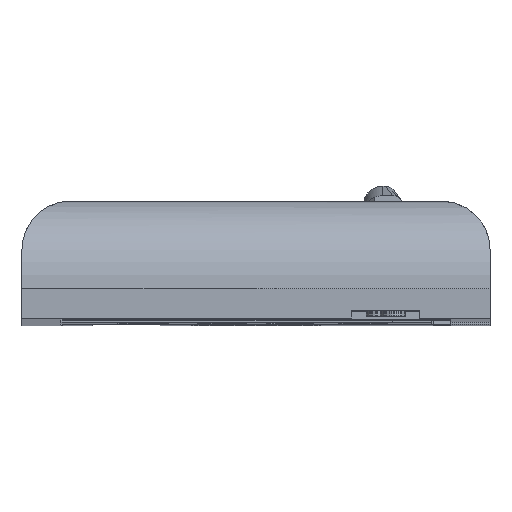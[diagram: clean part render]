
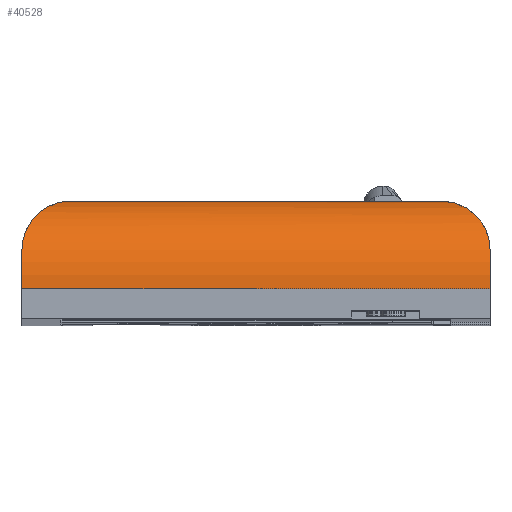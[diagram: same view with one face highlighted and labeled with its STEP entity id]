
A CAD part, top view. The second image highlights one B-rep face of the part: STEP entity #40528.
In plain terms, the highlighted cylindrical face has radius 4.5 mm (diameter 9 mm), a partial arc.
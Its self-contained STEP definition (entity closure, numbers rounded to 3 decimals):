
#3935=DIRECTION('',(1.,0.,0.));
#3936=VECTOR('',#3935,24.);
#3937=CARTESIAN_POINT('',(-12.,-4.5,129.05));
#3938=LINE('',#3937,#3936);
#3939=CARTESIAN_POINT('',(-12.,-4.5,124.55));
#3940=DIRECTION('',(-1.,0.,0.));
#3941=DIRECTION('',(0.,0.,1.));
#3942=AXIS2_PLACEMENT_3D('',#3939,#3940,#3941);
#3944=CARTESIAN_POINT('',(-12.,-2.5,128.581));
#3945=CARTESIAN_POINT('',(-12.,-2.346,128.505));
#3946=CARTESIAN_POINT('',(-11.971,-2.03,
128.326));
#3947=CARTESIAN_POINT('',(-11.832,-1.552,
127.969));
#3948=CARTESIAN_POINT('',(-11.585,-1.086,
127.508));
#3949=CARTESIAN_POINT('',(-11.225,-0.661,
126.936));
#3950=CARTESIAN_POINT('',(-10.749,-0.305,
126.246));
#3951=CARTESIAN_POINT('',(-10.154,-0.058,
125.427));
#3952=CARTESIAN_POINT('',(-9.723,0.,124.849));
#3953=CARTESIAN_POINT('',(-9.5,0.,124.55));
#3955=DIRECTION('',(1.,0.,0.));
#3956=VECTOR('',#3955,19.);
#3957=CARTESIAN_POINT('',(-9.5,0.,124.55));
#3958=LINE('',#3957,#3956);
#3959=CARTESIAN_POINT('',(9.5,0.,124.55));
#3960=CARTESIAN_POINT('',(9.722,0.,124.848));
#3961=CARTESIAN_POINT('',(10.152,-0.058,
125.425));
#3962=CARTESIAN_POINT('',(10.748,-0.304,
126.244));
#3963=CARTESIAN_POINT('',(11.226,-0.662,
126.938));
#3964=CARTESIAN_POINT('',(11.587,-1.088,127.511));
#3965=CARTESIAN_POINT('',(11.833,-1.555,127.972));
#3966=CARTESIAN_POINT('',(11.972,-2.032,128.327));
#3967=CARTESIAN_POINT('',(12.,-2.346,128.505));
#3968=CARTESIAN_POINT('',(12.,-2.5,128.581));
#3970=CARTESIAN_POINT('',(12.,-4.5,124.55));
#3971=DIRECTION('',(1.,0.,0.));
#3972=DIRECTION('',(0.,0.444,0.896));
#3973=AXIS2_PLACEMENT_3D('',#3970,#3971,#3972);
#34656=CARTESIAN_POINT('',(-12.,-4.5,129.05));
#34657=CARTESIAN_POINT('',(12.,-4.5,129.05));
#34658=VERTEX_POINT('',#34656);
#34659=VERTEX_POINT('',#34657);
#34660=CARTESIAN_POINT('',(-12.,-2.5,128.581));
#34661=VERTEX_POINT('',#34660);
#34662=VERTEX_POINT('',#3953);
#34663=CARTESIAN_POINT('',(9.5,0.,124.55));
#34664=VERTEX_POINT('',#34663);
#34665=VERTEX_POINT('',#3968);
#40513=CARTESIAN_POINT('',(-12.248,-4.5,124.55));
#40514=DIRECTION('',(1.,0.,0.));
#40515=DIRECTION('',(0.,1.,0.));
#40516=AXIS2_PLACEMENT_3D('',#40513,#40514,#40515);
#40517=CYLINDRICAL_SURFACE('',#40516,4.5);
#40518=ORIENTED_EDGE('',*,*,#40090,.F.);
#40519=ORIENTED_EDGE('',*,*,#40122,.T.);
#40521=ORIENTED_EDGE('',*,*,#40520,.T.);
#40523=ORIENTED_EDGE('',*,*,#40522,.T.);
#40524=ORIENTED_EDGE('',*,*,#40506,.T.);
#40525=ORIENTED_EDGE('',*,*,#40465,.T.);
#40526=EDGE_LOOP('',(#40518,#40519,#40521,#40523,#40524,#40525));
#40527=FACE_OUTER_BOUND('',#40526,.F.);
#40528=ADVANCED_FACE('',(#40527),#40517,.T.);
#3943=CIRCLE('',#3942,4.5);
#3954=B_SPLINE_CURVE_WITH_KNOTS('',3,(#3944,#3945,#3946,#3947,#3948,#3949,#3950,
#3951,#3952,#3953),.UNSPECIFIED.,.F.,.F.,(4,1,1,1,1,1,1,4),(0.,
0.143,0.286,0.429,0.571,
0.714,0.857,1.),.UNSPECIFIED.);
#3969=B_SPLINE_CURVE_WITH_KNOTS('',3,(#3959,#3960,#3961,#3962,#3963,#3964,#3965,
#3966,#3967,#3968),.UNSPECIFIED.,.F.,.F.,(4,1,1,1,1,1,1,4),(0.,
0.143,0.286,0.429,0.571,
0.714,0.857,1.),.UNSPECIFIED.);
#3974=CIRCLE('',#3973,4.5);
#40090=EDGE_CURVE('',#34658,#34659,#3938,.T.);
#40122=EDGE_CURVE('',#34658,#34661,#3943,.T.);
#40465=EDGE_CURVE('',#34665,#34659,#3974,.T.);
#40506=EDGE_CURVE('',#34664,#34665,#3969,.T.);
#40520=EDGE_CURVE('',#34661,#34662,#3954,.T.);
#40522=EDGE_CURVE('',#34662,#34664,#3958,.T.);
